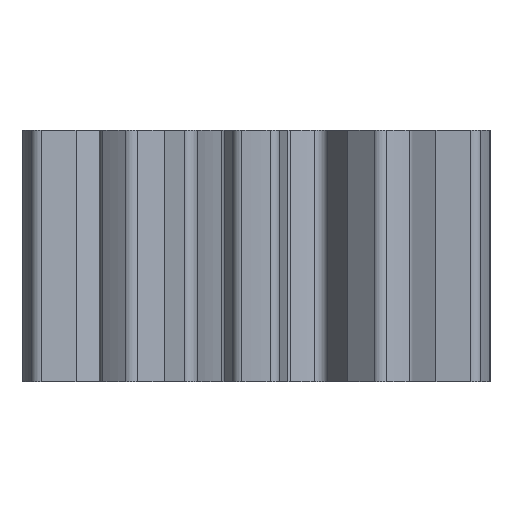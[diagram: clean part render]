
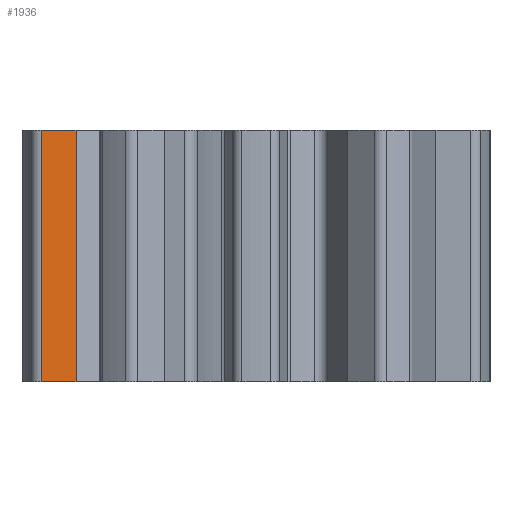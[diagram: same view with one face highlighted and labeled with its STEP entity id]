
A CAD part, front view. The second image highlights one B-rep face of the part: STEP entity #1936.
In plain terms, the highlighted planar face has unit normal (0.077, -0.997, 0).
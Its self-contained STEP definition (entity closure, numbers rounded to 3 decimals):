
#139=CARTESIAN_POINT('',(-4.269,-1.875,5.0));
#140=VERTEX_POINT('',#139);
#148=CARTESIAN_POINT('',(-3.577,-1.822,5.0));
#149=VERTEX_POINT('',#148);
#150=CARTESIAN_POINT('',(-3.577,-1.822,5.0));
#151=DIRECTION('',(-0.997,-0.077,0.0));
#152=VECTOR('',#151,1.);
#153=LINE('',#150,#152);
#154=EDGE_CURVE('',#149,#140,#153,.T.);
#1844=CARTESIAN_POINT('',(-3.577,-1.822,0.0));
#1845=VERTEX_POINT('',#1844);
#1852=CARTESIAN_POINT('',(-4.269,-1.875,0.0));
#1853=VERTEX_POINT('',#1852);
#1854=CARTESIAN_POINT('',(-3.577,-1.822,0.0));
#1855=DIRECTION('',(-0.997,-0.077,0.0));
#1856=VECTOR('',#1855,1.);
#1857=LINE('',#1854,#1856);
#1858=EDGE_CURVE('',#1845,#1853,#1857,.T.);
#1909=CARTESIAN_POINT('',(-4.269,-1.875,5.0));
#1910=DIRECTION('',(0.0,0.0,-1.0));
#1911=VECTOR('',#1910,1.0);
#1912=LINE('',#1909,#1911);
#1913=EDGE_CURVE('',#140,#1853,#1912,.T.);
#1920=CARTESIAN_POINT('',(-3.577,-1.822,5.0));
#1921=DIRECTION('',(0.077,-0.997,0.0));
#1922=DIRECTION('',(0.997,0.077,0.0));
#1923=AXIS2_PLACEMENT_3D('',#1920,#1921,#1922);
#1924=PLANE('',#1923);
#1925=ORIENTED_EDGE('',*,*,#1858,.F.);
#1926=CARTESIAN_POINT('',(-3.577,-1.822,5.0));
#1927=DIRECTION('',(0.0,0.0,-1.0));
#1928=VECTOR('',#1927,1.0);
#1929=LINE('',#1926,#1928);
#1930=EDGE_CURVE('',#149,#1845,#1929,.T.);
#1931=ORIENTED_EDGE('',*,*,#1930,.F.);
#1932=ORIENTED_EDGE('',*,*,#154,.T.);
#1933=ORIENTED_EDGE('',*,*,#1913,.T.);
#1934=EDGE_LOOP('',(#1925,#1931,#1932,#1933));
#1935=FACE_OUTER_BOUND('',#1934,.T.);
#1936=ADVANCED_FACE('',(#1935),#1924,.T.);
